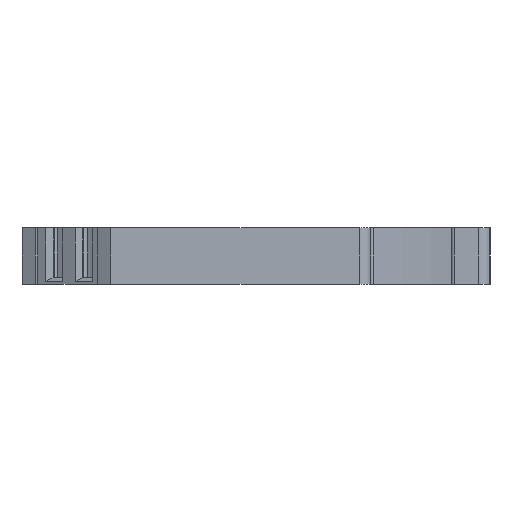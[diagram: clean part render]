
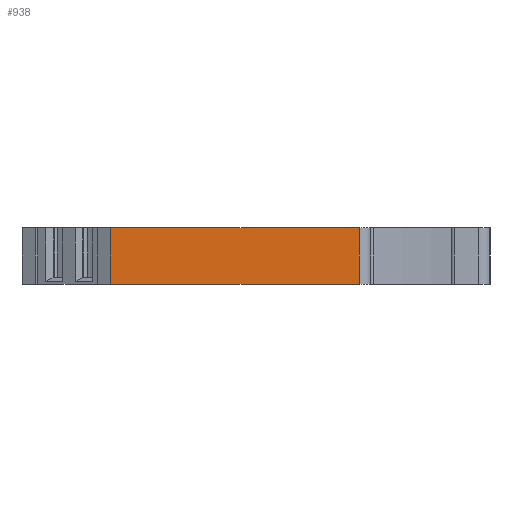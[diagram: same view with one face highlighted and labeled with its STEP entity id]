
A CAD part, left-side view. The second image highlights one B-rep face of the part: STEP entity #938.
In plain terms, the highlighted planar face has unit normal (-1, 0, 0).
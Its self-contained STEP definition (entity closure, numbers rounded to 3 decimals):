
#938=ADVANCED_FACE('',(#1686),#1373,.T.);
#1373=PLANE('',#9434);
#1686=FACE_OUTER_BOUND('',#2169,.T.);
#2169=EDGE_LOOP('',(#3361,#3362,#3363,#3364));
#3361=ORIENTED_EDGE('',*,*,#6548,.T.);
#3362=ORIENTED_EDGE('',*,*,#6661,.F.);
#3363=ORIENTED_EDGE('',*,*,#6315,.F.);
#3364=ORIENTED_EDGE('',*,*,#6662,.F.);
#5416=VERTEX_POINT('',#12817);
#5417=VERTEX_POINT('',#12819);
#5646=VERTEX_POINT('',#13282);
#5647=VERTEX_POINT('',#13284);
#6315=EDGE_CURVE('',#5416,#5417,#7585,.T.);
#6548=EDGE_CURVE('',#5647,#5646,#7743,.T.);
#6661=EDGE_CURVE('',#5417,#5646,#7825,.T.);
#6662=EDGE_CURVE('',#5647,#5416,#7826,.T.);
#7585=LINE('',#12818,#8437);
#7743=LINE('',#13283,#8595);
#7825=LINE('',#13507,#8677);
#7826=LINE('',#13508,#8678);
#8437=VECTOR('',#10260,1.);
#8595=VECTOR('',#10572,1.);
#8677=VECTOR('',#10838,1.);
#8678=VECTOR('',#10839,1.);
#9434=AXIS2_PLACEMENT_3D('',#13509,#10840,#10841);
#10260=DIRECTION('',(0.,1.,0.));
#10572=DIRECTION('',(0.,1.,0.));
#10838=DIRECTION('',(0.,0.,1.));
#10839=DIRECTION('',(0.,0.,-1.));
#10840=DIRECTION('',(-1.,0.,0.));
#10841=DIRECTION('',(0.,0.,1.));
#12817=CARTESIAN_POINT('',(-38.85,-10.5,-2.95));
#12818=CARTESIAN_POINT('',(-38.85,-10.5,-2.95));
#12819=CARTESIAN_POINT('',(-38.85,12.,-2.95));
#13282=CARTESIAN_POINT('',(-38.85,12.,2.15));
#13283=CARTESIAN_POINT('',(-38.85,-10.5,2.15));
#13284=CARTESIAN_POINT('',(-38.85,-10.5,2.15));
#13507=CARTESIAN_POINT('',(-38.85,12.,-2.95));
#13508=CARTESIAN_POINT('',(-38.85,-10.5,2.15));
#13509=CARTESIAN_POINT('',(-38.85,20.,-2.95));
